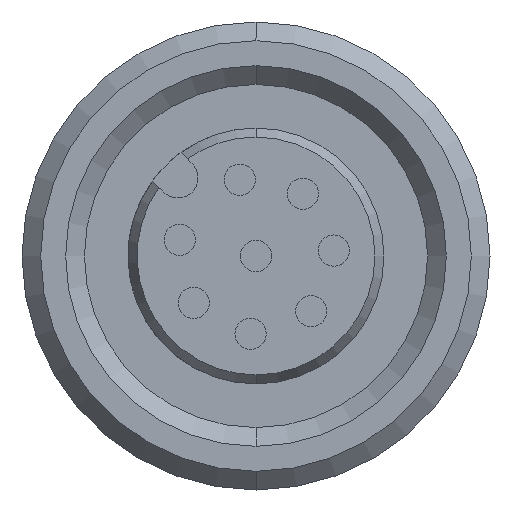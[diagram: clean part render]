
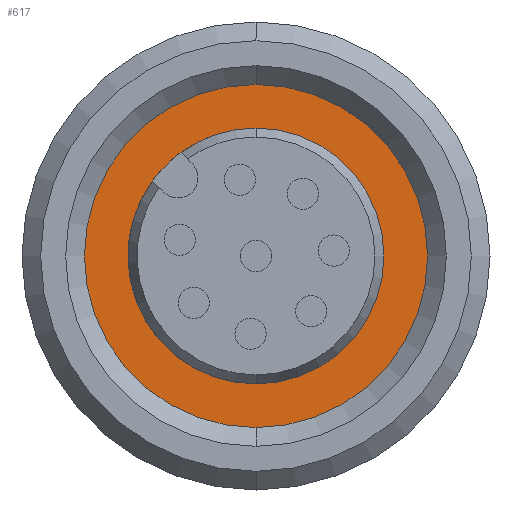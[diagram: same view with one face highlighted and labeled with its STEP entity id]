
A CAD part, left-side view. The second image highlights one B-rep face of the part: STEP entity #617.
In plain terms, the highlighted planar face has unit normal (-1, 0, 0).
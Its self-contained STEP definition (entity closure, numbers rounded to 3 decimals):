
#90 = DIRECTION ( 'NONE',  ( -1., 0., 0. ) ) ;
#246 = CIRCLE ( 'NONE', #1028, 5.5 ) ;
#299 = CARTESIAN_POINT ( 'NONE',  ( -5.2, 0., -4.1 ) ) ;
#312 = FACE_BOUND ( 'NONE', #2046, .T. ) ;
#316 = CIRCLE ( 'NONE', #1908, 4.1 ) ;
#446 = DIRECTION ( 'NONE',  ( -1., 0., 0. ) ) ;
#508 = AXIS2_PLACEMENT_3D ( 'NONE', #867, #2490, #1099 ) ;
#617 = ADVANCED_FACE ( 'NONE', ( #1558, #312 ), #1275, .T. ) ;
#770 = EDGE_CURVE ( 'NONE', #2652, #2723, #2403, .T. ) ;
#854 = EDGE_CURVE ( 'NONE', #1185, #1981, #316, .T. ) ;
#867 = CARTESIAN_POINT ( 'NONE',  ( -5.2, 0., 0. ) ) ;
#1028 = AXIS2_PLACEMENT_3D ( 'NONE', #1836, #446, #2079 ) ;
#1099 = DIRECTION ( 'NONE',  ( 0., 0., -1. ) ) ;
#1185 = VERTEX_POINT ( 'NONE', #299 ) ;
#1263 = AXIS2_PLACEMENT_3D ( 'NONE', #1276, #2870, #1501 ) ;
#1275 = PLANE ( 'NONE',  #1816 ) ;
#1276 = CARTESIAN_POINT ( 'NONE',  ( -5.2, 0., 0. ) ) ;
#1364 = CARTESIAN_POINT ( 'NONE',  ( -5.2, 0., 0. ) ) ;
#1381 = ORIENTED_EDGE ( 'NONE', *, *, #770, .T. ) ;
#1501 = DIRECTION ( 'NONE',  ( 0., 0., -1. ) ) ;
#1536 = EDGE_LOOP ( 'NONE', ( #1381, #2007 ) ) ;
#1558 = FACE_OUTER_BOUND ( 'NONE', #1536, .T. ) ;
#1584 = DIRECTION ( 'NONE',  ( 0., 0., -1. ) ) ;
#1634 = ORIENTED_EDGE ( 'NONE', *, *, #854, .F. ) ;
#1687 = CARTESIAN_POINT ( 'NONE',  ( -5.2, 0., 5.5 ) ) ;
#1771 = EDGE_CURVE ( 'NONE', #1981, #1185, #2471, .T. ) ;
#1803 = CARTESIAN_POINT ( 'NONE',  ( -5.2, 0., 4.1 ) ) ;
#1816 = AXIS2_PLACEMENT_3D ( 'NONE', #2428, #90, #2868 ) ;
#1836 = CARTESIAN_POINT ( 'NONE',  ( -5.2, 0., 0. ) ) ;
#1908 = AXIS2_PLACEMENT_3D ( 'NONE', #1364, #2956, #1584 ) ;
#1981 = VERTEX_POINT ( 'NONE', #1803 ) ;
#2007 = ORIENTED_EDGE ( 'NONE', *, *, #2524, .T. ) ;
#2046 = EDGE_LOOP ( 'NONE', ( #1634, #2837 ) ) ;
#2079 = DIRECTION ( 'NONE',  ( 0., 0., -1. ) ) ;
#2119 = CARTESIAN_POINT ( 'NONE',  ( -5.2, 0., -5.5 ) ) ;
#2403 = CIRCLE ( 'NONE', #508, 5.5 ) ;
#2428 = CARTESIAN_POINT ( 'NONE',  ( -5.2, 0., -4.8 ) ) ;
#2471 = CIRCLE ( 'NONE', #1263, 4.1 ) ;
#2490 = DIRECTION ( 'NONE',  ( -1., 0., 0. ) ) ;
#2524 = EDGE_CURVE ( 'NONE', #2723, #2652, #246, .T. ) ;
#2652 = VERTEX_POINT ( 'NONE', #2119 ) ;
#2723 = VERTEX_POINT ( 'NONE', #1687 ) ;
#2837 = ORIENTED_EDGE ( 'NONE', *, *, #1771, .F. ) ;
#2868 = DIRECTION ( 'NONE',  ( 0., -1., 0. ) ) ;
#2870 = DIRECTION ( 'NONE',  ( -1., 0., 0. ) ) ;
#2956 = DIRECTION ( 'NONE',  ( -1., 0., 0. ) ) ;
